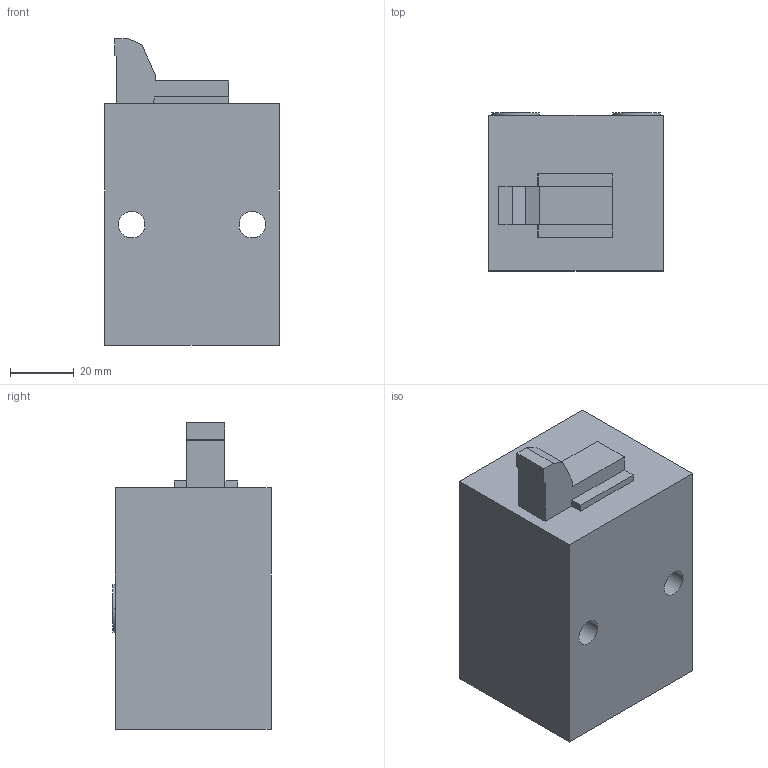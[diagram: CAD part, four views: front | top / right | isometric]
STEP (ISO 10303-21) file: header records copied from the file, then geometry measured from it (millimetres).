
FILE_DESCRIPTION(('STEP AP214'),'1');
FILE_NAME('cctmp_00319606-072C-4B95-AE62-3DC38EC716DF_2021_1_14_9_33_2_339..stp','2021-01-14T08:33:02',('Bosch Rexroth AG'),('CADClick - www.CADClick.com'),'Spatial InterOp 3D',' ','unknown authorization - (Healing Option Enabled)');
FILE_SCHEMA(('AUTOMOTIVE_DESIGN'));
Length unit declared in the file: millimetre
Products named in the file (1): 2021_01_14__09-33-02-336
Bounding box: 55 x 49.75 x 96.5 mm (x, y, z)
Volume: 204637.5 mm3; surface area: 24926 mm2
Topology: 1 solids, 1 shells, 33 faces, 84 edges, 56 vertices
Faces by surface type: plane 25, cylinder 8
Entity records: 1290 total; most frequent: CARTESIAN_POINT 174, DIRECTION 168, ORIENTED_EDGE 168, EDGE_CURVE 84, LINE 68, VECTOR 68, VERTEX_POINT 56, AXIS2_PLACEMENT_3D 50
